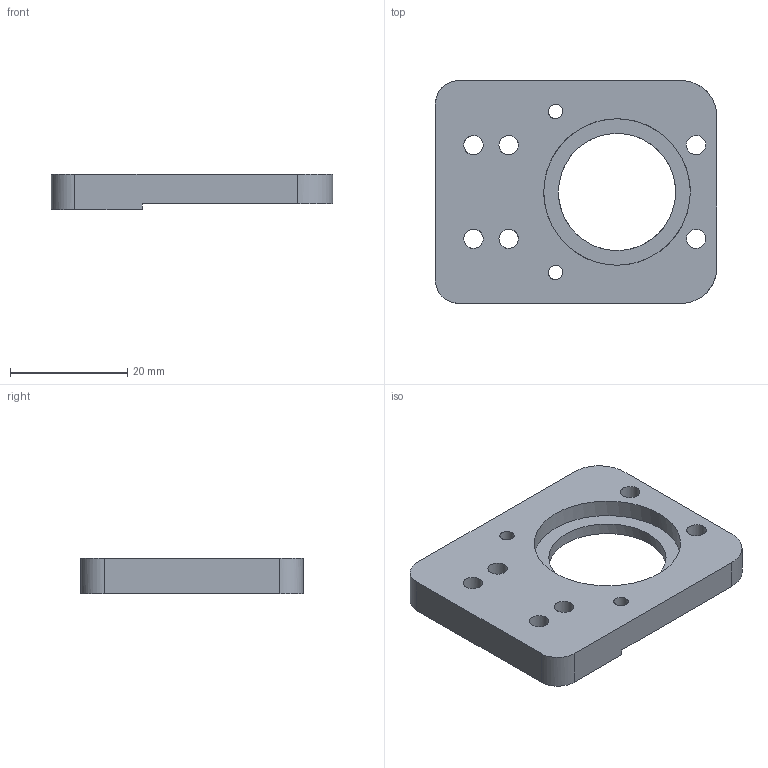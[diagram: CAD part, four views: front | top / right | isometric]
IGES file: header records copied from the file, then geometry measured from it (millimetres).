
Global section: file name: SH-G-CS; native system: Autodesk Inventor 2018; preprocessor: unknown; author: S. Sandt; organization: di-soric GmbH & Co. KG; date: 20170927.065941; units: millimetre
Bounding box: 48 x 38 x 6 mm (x, y, z)
Volume: 7150.7 mm3; surface area: 4565.4 mm2
Topology: 1 solids, 1 shells, 23 faces, 71 edges, 51 vertices
Faces by surface type: bspline 23
